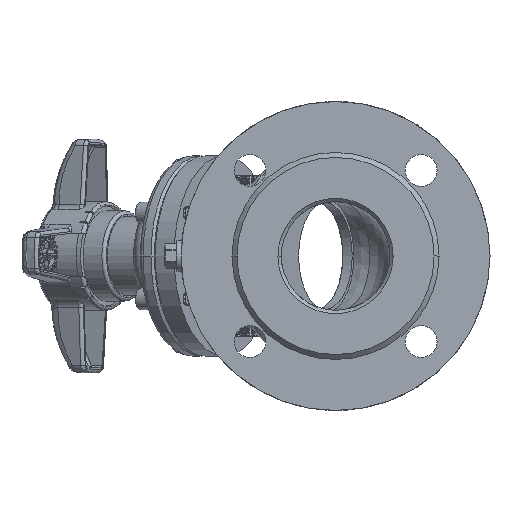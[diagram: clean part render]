
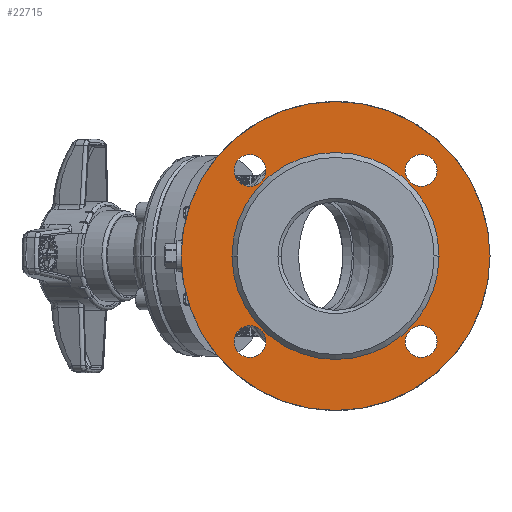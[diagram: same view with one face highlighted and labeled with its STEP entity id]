
A CAD part, left-side view. The second image highlights one B-rep face of the part: STEP entity #22715.
In plain terms, the highlighted planar face has unit normal (-1, 0, 0).
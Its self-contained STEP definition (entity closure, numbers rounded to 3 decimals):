
#39=CARTESIAN_POINT('',(-120.238,0.,0.));
#40=DIRECTION('',(1.,0.,0.));
#41=DIRECTION('',(0.,1.,0.));
#42=AXIS2_PLACEMENT_3D('',#39,#40,#41);
#44=CARTESIAN_POINT('',(-120.238,0.,0.));
#45=DIRECTION('',(1.,0.,0.));
#46=DIRECTION('',(0.,-1.,0.));
#47=AXIS2_PLACEMENT_3D('',#44,#45,#46);
#49=CARTESIAN_POINT('',(-120.238,0.,0.));
#50=DIRECTION('',(-1.,0.,0.));
#51=DIRECTION('',(0.,1.,0.));
#52=AXIS2_PLACEMENT_3D('',#49,#50,#51);
#54=CARTESIAN_POINT('',(-120.238,0.,0.));
#55=DIRECTION('',(-1.,0.,0.));
#56=DIRECTION('',(0.,-1.,0.));
#57=AXIS2_PLACEMENT_3D('',#54,#55,#56);
#59=CARTESIAN_POINT('',(-120.238,-51.274,51.274));
#60=DIRECTION('',(-1.,0.,0.));
#61=DIRECTION('',(0.,-1.,0.));
#62=AXIS2_PLACEMENT_3D('',#59,#60,#61);
#64=CARTESIAN_POINT('',(-120.238,-51.274,51.274));
#65=DIRECTION('',(-1.,0.,0.));
#66=DIRECTION('',(0.,1.,0.));
#67=AXIS2_PLACEMENT_3D('',#64,#65,#66);
#69=CARTESIAN_POINT('',(-120.238,51.274,51.274));
#70=DIRECTION('',(-1.,0.,0.));
#71=DIRECTION('',(0.,-1.,0.));
#72=AXIS2_PLACEMENT_3D('',#69,#70,#71);
#74=CARTESIAN_POINT('',(-120.238,51.274,51.274));
#75=DIRECTION('',(-1.,0.,0.));
#76=DIRECTION('',(0.,1.,0.));
#77=AXIS2_PLACEMENT_3D('',#74,#75,#76);
#79=CARTESIAN_POINT('',(-120.238,51.274,-51.274));
#80=DIRECTION('',(-1.,0.,0.));
#81=DIRECTION('',(0.,-1.,0.));
#82=AXIS2_PLACEMENT_3D('',#79,#80,#81);
#84=CARTESIAN_POINT('',(-120.238,51.274,-51.274));
#85=DIRECTION('',(-1.,0.,0.));
#86=DIRECTION('',(0.,1.,0.));
#87=AXIS2_PLACEMENT_3D('',#84,#85,#86);
#89=CARTESIAN_POINT('',(-120.238,-51.274,-51.274));
#90=DIRECTION('',(-1.,0.,0.));
#91=DIRECTION('',(0.,-1.,0.));
#92=AXIS2_PLACEMENT_3D('',#89,#90,#91);
#94=CARTESIAN_POINT('',(-120.238,-51.274,-51.274));
#95=DIRECTION('',(-1.,0.,0.));
#96=DIRECTION('',(0.,1.,0.));
#97=AXIS2_PLACEMENT_3D('',#94,#95,#96);
#18395=CARTESIAN_POINT('',(-120.238,-62.011,0.));
#18396=VERTEX_POINT('',#18395);
#18397=CARTESIAN_POINT('',(-120.238,62.011,0.));
#18398=VERTEX_POINT('',#18397);
#18399=CARTESIAN_POINT('',(-120.238,92.5,0.));
#18400=CARTESIAN_POINT('',(-120.238,-92.5,0.));
#18401=VERTEX_POINT('',#18399);
#18402=VERTEX_POINT('',#18400);
#18403=CARTESIAN_POINT('',(-120.238,-60.774,
51.274));
#18404=CARTESIAN_POINT('',(-120.238,-41.774,
51.274));
#18405=VERTEX_POINT('',#18403);
#18406=VERTEX_POINT('',#18404);
#18407=CARTESIAN_POINT('',(-120.238,41.774,
51.274));
#18408=CARTESIAN_POINT('',(-120.238,60.774,
51.274));
#18409=VERTEX_POINT('',#18407);
#18410=VERTEX_POINT('',#18408);
#18411=CARTESIAN_POINT('',(-120.238,41.774,
-51.274));
#18412=CARTESIAN_POINT('',(-120.238,60.774,
-51.274));
#18413=VERTEX_POINT('',#18411);
#18414=VERTEX_POINT('',#18412);
#18415=CARTESIAN_POINT('',(-120.238,-60.774,
-51.274));
#18416=CARTESIAN_POINT('',(-120.238,-41.774,
-51.274));
#18417=VERTEX_POINT('',#18415);
#18418=VERTEX_POINT('',#18416);
#22676=CARTESIAN_POINT('',(-120.238,0.,0.));
#22677=DIRECTION('',(-1.,0.,0.));
#22678=DIRECTION('',(0.,1.,0.));
#22679=AXIS2_PLACEMENT_3D('',#22676,#22677,#22678);
#22680=PLANE('',#22679);
#22682=ORIENTED_EDGE('',*,*,#22681,.T.);
#22684=ORIENTED_EDGE('',*,*,#22683,.T.);
#22685=EDGE_LOOP('',(#22682,#22684));
#22686=FACE_OUTER_BOUND('',#22685,.F.);
#22687=ORIENTED_EDGE('',*,*,#22669,.T.);
#22688=ORIENTED_EDGE('',*,*,#22658,.T.);
#22689=EDGE_LOOP('',(#22687,#22688));
#22690=FACE_BOUND('',#22689,.F.);
#22692=ORIENTED_EDGE('',*,*,#22691,.T.);
#22694=ORIENTED_EDGE('',*,*,#22693,.T.);
#22695=EDGE_LOOP('',(#22692,#22694));
#22696=FACE_BOUND('',#22695,.F.);
#22698=ORIENTED_EDGE('',*,*,#22697,.T.);
#22700=ORIENTED_EDGE('',*,*,#22699,.T.);
#22701=EDGE_LOOP('',(#22698,#22700));
#22702=FACE_BOUND('',#22701,.F.);
#22704=ORIENTED_EDGE('',*,*,#22703,.T.);
#22706=ORIENTED_EDGE('',*,*,#22705,.T.);
#22707=EDGE_LOOP('',(#22704,#22706));
#22708=FACE_BOUND('',#22707,.F.);
#22710=ORIENTED_EDGE('',*,*,#22709,.T.);
#22712=ORIENTED_EDGE('',*,*,#22711,.T.);
#22713=EDGE_LOOP('',(#22710,#22712));
#22714=FACE_BOUND('',#22713,.F.);
#22715=ADVANCED_FACE('',(#22686,#22690,#22696,#22702,#22708,#22714),#22680,.T.);
#43=CIRCLE('',#42,92.5);
#48=CIRCLE('',#47,92.5);
#53=CIRCLE('',#52,62.011);
#58=CIRCLE('',#57,62.011);
#63=CIRCLE('',#62,9.5);
#68=CIRCLE('',#67,9.5);
#73=CIRCLE('',#72,9.5);
#78=CIRCLE('',#77,9.5);
#83=CIRCLE('',#82,9.5);
#88=CIRCLE('',#87,9.5);
#93=CIRCLE('',#92,9.5);
#98=CIRCLE('',#97,9.5);
#22658=EDGE_CURVE('',#18396,#18398,#58,.T.);
#22669=EDGE_CURVE('',#18398,#18396,#53,.T.);
#22681=EDGE_CURVE('',#18401,#18402,#43,.T.);
#22683=EDGE_CURVE('',#18402,#18401,#48,.T.);
#22691=EDGE_CURVE('',#18405,#18406,#63,.T.);
#22693=EDGE_CURVE('',#18406,#18405,#68,.T.);
#22697=EDGE_CURVE('',#18409,#18410,#73,.T.);
#22699=EDGE_CURVE('',#18410,#18409,#78,.T.);
#22703=EDGE_CURVE('',#18413,#18414,#83,.T.);
#22705=EDGE_CURVE('',#18414,#18413,#88,.T.);
#22709=EDGE_CURVE('',#18417,#18418,#93,.T.);
#22711=EDGE_CURVE('',#18418,#18417,#98,.T.);
